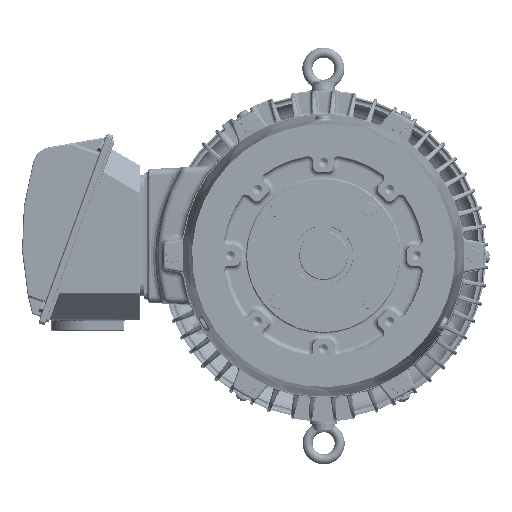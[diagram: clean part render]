
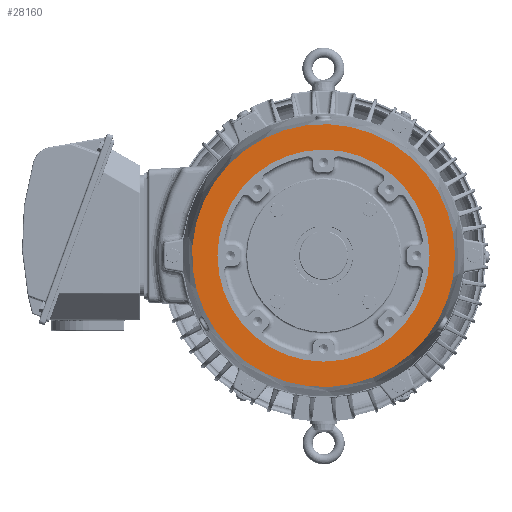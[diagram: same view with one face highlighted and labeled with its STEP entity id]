
A CAD part, top view. The second image highlights one B-rep face of the part: STEP entity #28160.
In plain terms, the highlighted planar face has unit normal (0, 0, 1).
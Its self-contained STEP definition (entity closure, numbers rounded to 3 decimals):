
#18322=FACE_BOUND('',#46798,.T.);
#18323=FACE_BOUND('',#46799,.T.);
#28160=ADVANCED_FACE('',(#18322,#18323),#30518,.T.);
#30518=PLANE('',#161700);
#46798=EDGE_LOOP('',(#93307));
#46799=EDGE_LOOP('',(#93308));
#55206=CIRCLE('',#160712,196.831);
#55320=CIRCLE('',#160899,158.75);
#93307=ORIENTED_EDGE('',*,*,#131101,.T.);
#93308=ORIENTED_EDGE('',*,*,#130890,.F.);
#110370=VERTEX_POINT('',#325848);
#110517=VERTEX_POINT('',#326336);
#130890=EDGE_CURVE('',#110370,#110370,#55206,.T.);
#131101=EDGE_CURVE('',#110517,#110517,#55320,.T.);
#160712=AXIS2_PLACEMENT_3D('',#325847,#190297,#190298);
#160899=AXIS2_PLACEMENT_3D('',#326335,#190767,#190768);
#161700=AXIS2_PLACEMENT_3D('',#331044,#192595,#192596);
#190297=DIRECTION('',(0.,0.,-1.));
#190298=DIRECTION('',(1.,0.,0.));
#190767=DIRECTION('',(0.,0.,-1.));
#190768=DIRECTION('',(-1.,0.,0.));
#192595=DIRECTION('',(0.,0.,1.));
#192596=DIRECTION('',(1.,0.,0.));
#325847=CARTESIAN_POINT('',(0.,0.,
346.773));
#325848=CARTESIAN_POINT('',(196.831,0.,346.773));
#326335=CARTESIAN_POINT('',(0.,0.,
346.773));
#326336=CARTESIAN_POINT('',(-158.75,0.,346.773));
#331044=CARTESIAN_POINT('',(-196.146,0.,346.773));
